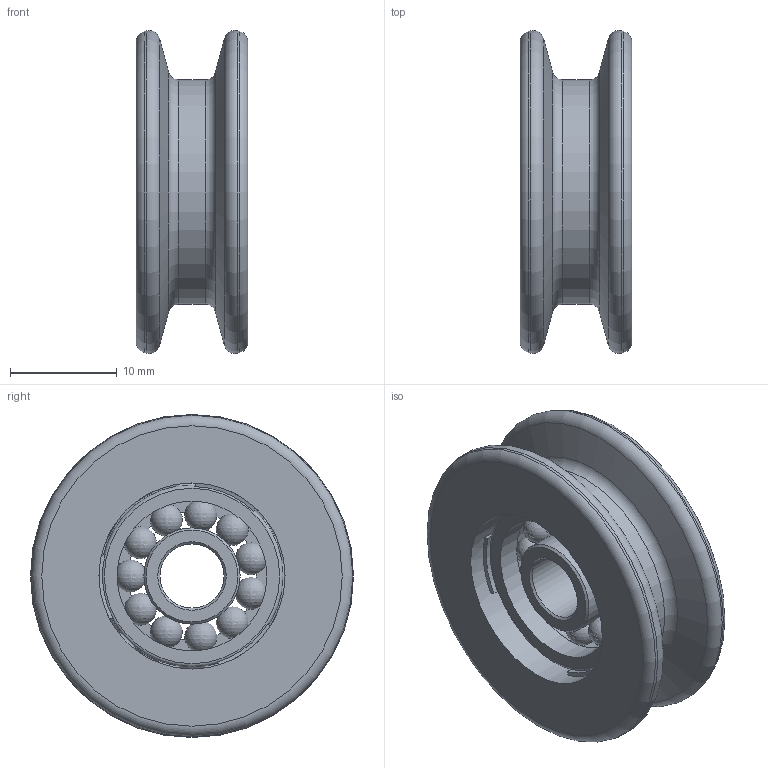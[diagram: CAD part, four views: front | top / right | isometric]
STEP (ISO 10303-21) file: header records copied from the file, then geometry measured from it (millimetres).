
FILE_DESCRIPTION(/* description */ (''),/* implementation_level */ '2;1');
FILE_NAME(/* name */ 'Small Idler v13.step',/* time_stamp */ '2017-04-28T14:37:44-07:00',/* author */ (''),/* organization */ (''),/* preprocessor_version */ 'ST-DEVELOPER v16.13',/* originating_system */ 'Autodesk Translation Framework v6.1.1.50',/* authorisation */ '');
FILE_SCHEMA (('AUTOMOTIVE_DESIGN { 1 0 10303 214 3 1 1 }'));
Length unit declared in the file: millimetre
Products named in the file (2): Small Idler v13; 606 v2
Assembly tree (1 placements, depth 2):
  Small Idler v13
    606 v2
Bounding box: 10.45 x 30.21 x 30.21 mm (x, y, z)
Volume: 4050.2 mm3; surface area: 4419 mm2
Topology: 14 solids, 14 shells, 121 faces, 279 edges, 180 vertices
Faces by surface type: cone 39, plane 37, cylinder 24, sphere 11, torus 10
Full cylindrical faces by diameter (mm): 6 x1, 9 x2, 12 x1, 14 x2, 17 x1, 17.4 x1, 21 x1
Entity records: 3208 total; most frequent: DIRECTION 568, CARTESIAN_POINT 551, ORIENTED_EDGE 452, AXIS2_PLACEMENT_3D 230, EDGE_CURVE 226, VERTEX_POINT 177, EDGE_LOOP 171, FACE_OUTER_BOUND 121
